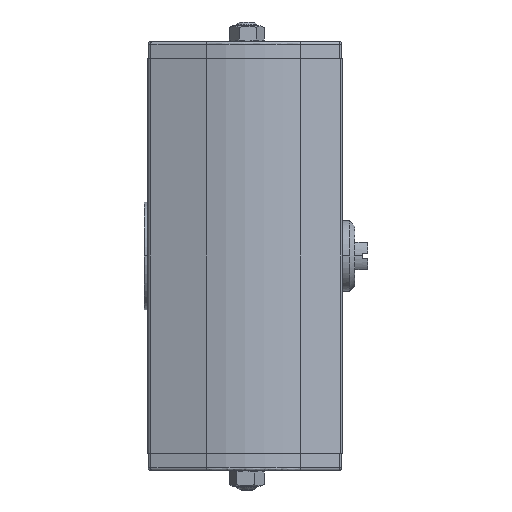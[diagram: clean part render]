
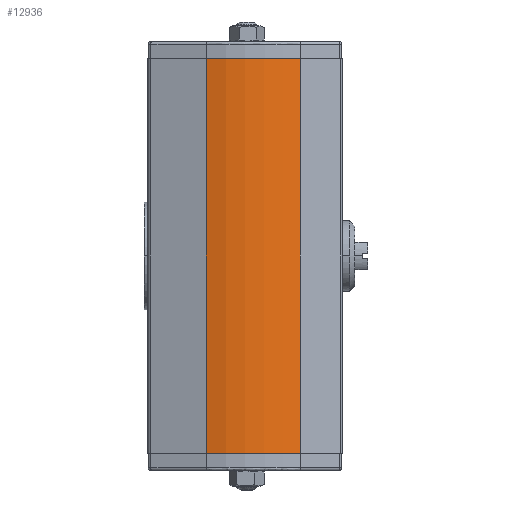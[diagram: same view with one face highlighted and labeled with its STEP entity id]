
A CAD part, front view. The second image highlights one B-rep face of the part: STEP entity #12936.
In plain terms, the highlighted cylindrical face has radius 94.5 mm (diameter 189 mm), a partial arc.
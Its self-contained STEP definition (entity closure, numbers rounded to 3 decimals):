
#25 = CIRCLE ( 'NONE', #2418, 94.5 ) ;
#442 = CARTESIAN_POINT ( 'NONE',  ( -7., 25., -13.7 ) ) ;
#610 = EDGE_CURVE ( 'NONE', #9241, #2732, #25, .T. ) ;
#941 = DIRECTION ( 'NONE',  ( 0., 0., -1. ) ) ;
#1455 = AXIS2_PLACEMENT_3D ( 'NONE', #7380, #6380, #10377 ) ;
#1513 = CARTESIAN_POINT ( 'NONE',  ( 42.538, -55.475, -325.7 ) ) ;
#2236 = VECTOR ( 'NONE', #8961, 1000. ) ;
#2351 = DIRECTION ( 'NONE',  ( 0., 0., 1. ) ) ;
#2418 = AXIS2_PLACEMENT_3D ( 'NONE', #442, #2351, #9395 ) ;
#2637 = ORIENTED_EDGE ( 'NONE', *, *, #610, .F. ) ;
#2732 = VERTEX_POINT ( 'NONE', #3918 ) ;
#3006 = CARTESIAN_POINT ( 'NONE',  ( 42.538, -55.475, -13.7 ) ) ;
#3017 = EDGE_CURVE ( 'NONE', #9241, #7058, #9569, .T. ) ;
#3918 = CARTESIAN_POINT ( 'NONE',  ( 42.538, -55.475, -13.7 ) ) ;
#3966 = DIRECTION ( 'NONE',  ( -1., 0., 0. ) ) ;
#4394 = VERTEX_POINT ( 'NONE', #1513 ) ;
#5582 = DIRECTION ( 'NONE',  ( 0., 0., -1. ) ) ;
#6380 = DIRECTION ( 'NONE',  ( 0., 0., 1. ) ) ;
#6576 = VECTOR ( 'NONE', #5582, 1000. ) ;
#6677 = CARTESIAN_POINT ( 'NONE',  ( -31.926, -66.154, -13.7 ) ) ;
#6843 = ORIENTED_EDGE ( 'NONE', *, *, #3017, .T. ) ;
#7058 = VERTEX_POINT ( 'NONE', #12325 ) ;
#7380 = CARTESIAN_POINT ( 'NONE',  ( -7., 25., -325.7 ) ) ;
#7992 = ORIENTED_EDGE ( 'NONE', *, *, #12532, .T. ) ;
#8961 = DIRECTION ( 'NONE',  ( 0., 0., -1. ) ) ;
#9170 = ORIENTED_EDGE ( 'NONE', *, *, #10936, .F. ) ;
#9241 = VERTEX_POINT ( 'NONE', #11104 ) ;
#9395 = DIRECTION ( 'NONE',  ( -1., 0., 0. ) ) ;
#9424 = EDGE_LOOP ( 'NONE', ( #2637, #6843, #7992, #9170 ) ) ;
#9569 = LINE ( 'NONE', #6677, #6576 ) ;
#9973 = CARTESIAN_POINT ( 'NONE',  ( -7., 25., -13.7 ) ) ;
#10368 = CIRCLE ( 'NONE', #1455, 94.5 ) ;
#10377 = DIRECTION ( 'NONE',  ( -1., 0., 0. ) ) ;
#10936 = EDGE_CURVE ( 'NONE', #2732, #4394, #12758, .T. ) ;
#11104 = CARTESIAN_POINT ( 'NONE',  ( -31.926, -66.154, -13.7 ) ) ;
#11306 = CYLINDRICAL_SURFACE ( 'NONE', #11326, 94.5 ) ;
#11326 = AXIS2_PLACEMENT_3D ( 'NONE', #9973, #941, #3966 ) ;
#11625 = FACE_OUTER_BOUND ( 'NONE', #9424, .T. ) ;
#12325 = CARTESIAN_POINT ( 'NONE',  ( -31.926, -66.154, -325.7 ) ) ;
#12532 = EDGE_CURVE ( 'NONE', #7058, #4394, #10368, .T. ) ;
#12758 = LINE ( 'NONE', #3006, #2236 ) ;
#12936 = ADVANCED_FACE ( 'NONE', ( #11625 ), #11306, .T. ) ;
